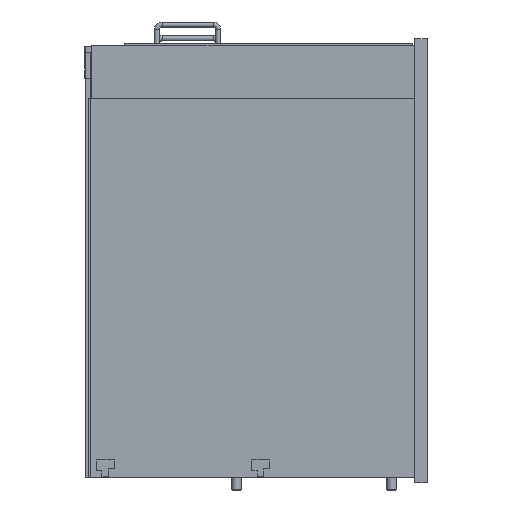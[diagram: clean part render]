
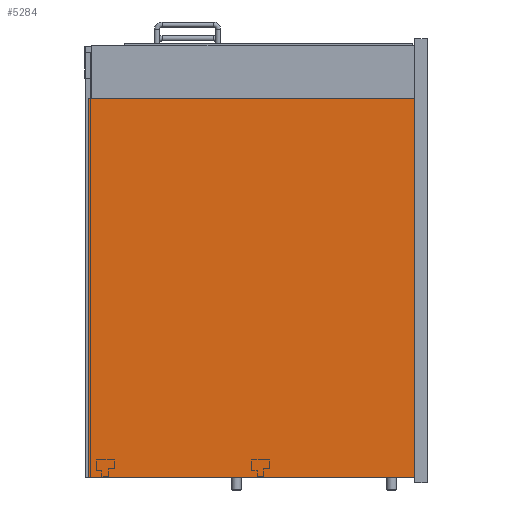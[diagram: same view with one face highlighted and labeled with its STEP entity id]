
A CAD part, left-side view. The second image highlights one B-rep face of the part: STEP entity #5284.
In plain terms, the highlighted planar face has unit normal (-1, 0, 0).
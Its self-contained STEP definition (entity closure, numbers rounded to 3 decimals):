
#444=FACE_OUTER_BOUND('',#773,.T.);
#773=EDGE_LOOP('',(#3969,#3970,#3971,#3972));
#1223=LINE('',#8171,#1811);
#1227=LINE('',#8179,#1815);
#1230=LINE('',#8185,#1818);
#1233=LINE('',#8190,#1821);
#1811=VECTOR('',#6581,10.);
#1815=VECTOR('',#6587,10.);
#1818=VECTOR('',#6592,10.);
#1821=VECTOR('',#6597,10.);
#2345=VERTEX_POINT('',#8169);
#2346=VERTEX_POINT('',#8170);
#2349=VERTEX_POINT('',#8178);
#2351=VERTEX_POINT('',#8184);
#2939=EDGE_CURVE('',#2345,#2346,#1223,.T.);
#2943=EDGE_CURVE('',#2346,#2349,#1227,.T.);
#2946=EDGE_CURVE('',#2349,#2351,#1230,.T.);
#2949=EDGE_CURVE('',#2351,#2345,#1233,.T.);
#3969=ORIENTED_EDGE('',*,*,#2949,.T.);
#3970=ORIENTED_EDGE('',*,*,#2939,.T.);
#3971=ORIENTED_EDGE('',*,*,#2943,.T.);
#3972=ORIENTED_EDGE('',*,*,#2946,.T.);
#5001=PLANE('',#5712);
#5284=ADVANCED_FACE('',(#444),#5001,.T.);
#5712=AXIS2_PLACEMENT_3D('',#8192,#6599,#6600);
#6581=DIRECTION('',(0.,0.,1.));
#6587=DIRECTION('',(0.,1.,0.));
#6592=DIRECTION('',(0.,0.,-1.));
#6597=DIRECTION('',(0.,-1.,0.));
#6599=DIRECTION('center_axis',(-1.,0.,0.));
#6600=DIRECTION('ref_axis',(0.,0.,1.));
#8169=CARTESIAN_POINT('',(-880.5,0.,-338.5));
#8170=CARTESIAN_POINT('',(-880.5,0.,254.5));
#8171=CARTESIAN_POINT('',(-880.5,0.,-347.5));
#8178=CARTESIAN_POINT('',(-880.5,510.,254.5));
#8179=CARTESIAN_POINT('',(-880.5,0.,254.5));
#8184=CARTESIAN_POINT('',(-880.5,510.,-338.5));
#8185=CARTESIAN_POINT('',(-880.5,510.,254.5));
#8190=CARTESIAN_POINT('',(-880.5,510.,-338.5));
#8192=CARTESIAN_POINT('Origin',(-880.5,255.,-42.));
